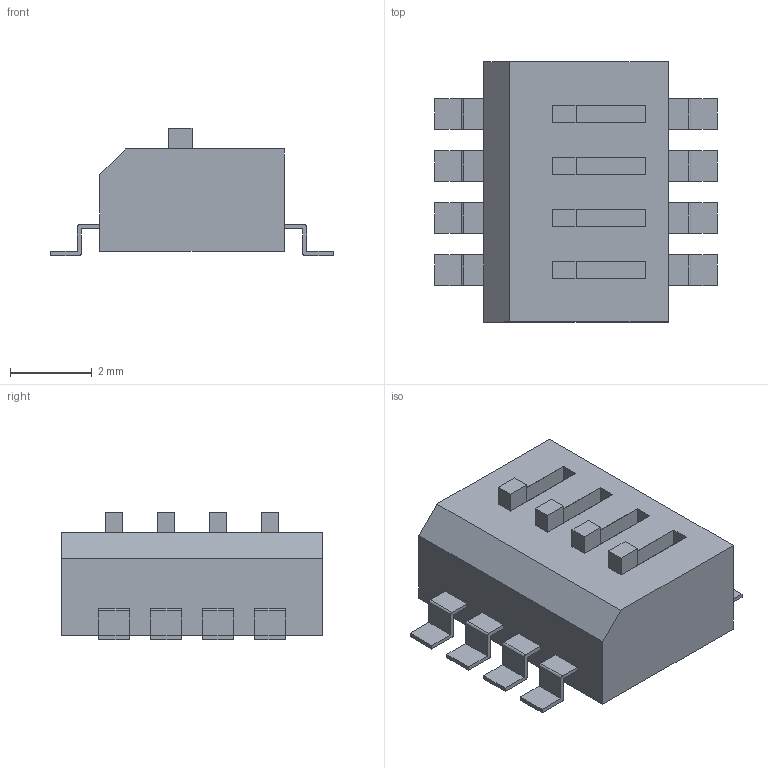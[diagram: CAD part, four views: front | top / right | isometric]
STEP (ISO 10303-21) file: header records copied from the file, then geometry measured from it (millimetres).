
FILE_DESCRIPTION(/* description */ ('model of SW_DIP_x4_W6.15mm_Slide_Omron_A6H'),/* implementation_level */ '2;1');
FILE_NAME(/* name */ 'SW_DIP_x4_W6.15mm_Slide_Omron_A6H.step',/* time_stamp */ '2017-10-28T13:06:01',/* author */ ('kicad StepUp','ksu'),/* organization */ ('FreeCAD'),/* preprocessor_version */ 'OCC',/* originating_system */ 'kicad StepUp',/* authorisation */ '');
FILE_SCHEMA(('AUTOMOTIVE_DESIGN { 1 0 10303 214 1 1 1 1 }'));
Length unit declared in the file: millimetre
Products named in the file (5): ASSEMBLY; SW_DIP_x4_W615mm_Slide_Omron_A6H001; Shape0_738465152199; Shape0_0374807518736; SW_DIP_x4_W615mm_Slide_Omron_A6H
Assembly tree (4 placements, depth 2):
  ASSEMBLY
    SW_DIP_x4_W615mm_Slide_Omron_A6H001
    Shape0_738465152199
    Shape0_0374807518736
    SW_DIP_x4_W615mm_Slide_Omron_A6H
Bounding box: 6.9 x 6.35 x 3.1 mm (x, y, z)
Surface area: 312.1 mm2
Topology: 10 solids, 10 shells, 166 faces, 406 edges, 268 vertices
Faces by surface type: plane 150, cylinder 16
Entity records: 5251 total; most frequent: CARTESIAN_POINT 845, ORIENTED_EDGE 812, DIRECTION 780, EDGE_CURVE 406, LINE 374, VECTOR 374, VERTEX_POINT 268, AXIS2_PLACEMENT_3D 203
